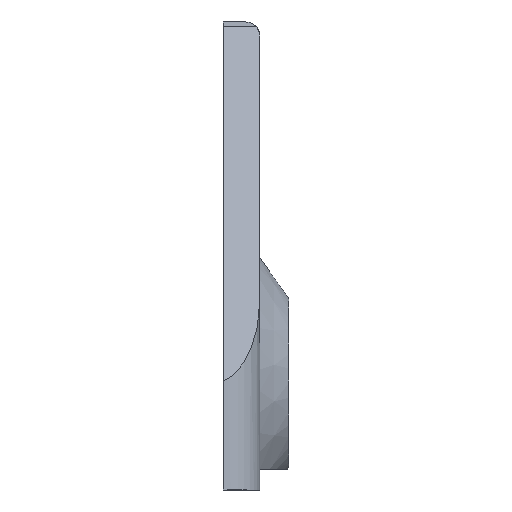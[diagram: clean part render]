
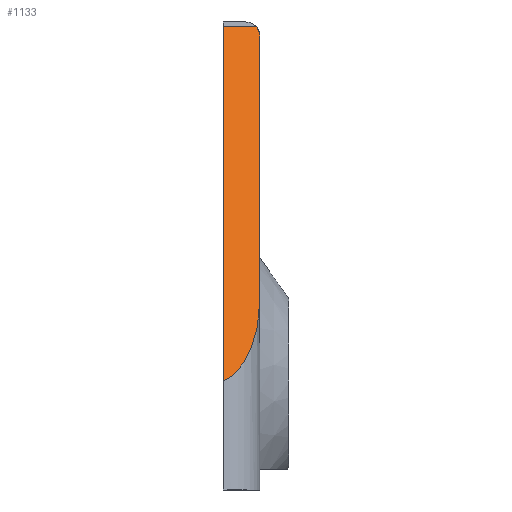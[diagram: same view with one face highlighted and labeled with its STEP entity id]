
A CAD part, front view. The second image highlights one B-rep face of the part: STEP entity #1133.
In plain terms, the highlighted planar face has unit normal (0, -0.866, 0.5).
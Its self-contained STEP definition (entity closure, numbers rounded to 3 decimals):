
#20=ELLIPSE('',#1216,1.732,1.5);
#21=ELLIPSE('',#1249,10.,5.);
#120=FACE_OUTER_BOUND('',#192,.T.);
#192=EDGE_LOOP('',(#1027,#1028,#1029,#1030,#1031));
#234=LINE('',#1579,#344);
#321=LINE('',#1899,#431);
#340=LINE('',#1951,#450);
#344=VECTOR('',#1259,10.);
#431=VECTOR('',#1490,10.);
#450=VECTOR('',#1565,10.);
#454=VERTEX_POINT('',#1576);
#455=VERTEX_POINT('',#1578);
#540=VERTEX_POINT('',#1866);
#541=VERTEX_POINT('',#1868);
#551=VERTEX_POINT('',#1898);
#559=EDGE_CURVE('',#455,#454,#234,.T.);
#674=EDGE_CURVE('',#540,#541,#20,.T.);
#691=EDGE_CURVE('',#541,#551,#321,.T.);
#715=EDGE_CURVE('',#551,#454,#21,.T.);
#716=EDGE_CURVE('',#455,#540,#340,.T.);
#1027=ORIENTED_EDGE('',*,*,#674,.F.);
#1028=ORIENTED_EDGE('',*,*,#716,.F.);
#1029=ORIENTED_EDGE('',*,*,#559,.T.);
#1030=ORIENTED_EDGE('',*,*,#715,.F.);
#1031=ORIENTED_EDGE('',*,*,#691,.F.);
#1074=PLANE('',#1250);
#1133=ADVANCED_FACE('',(#120),#1074,.T.);
#1216=AXIS2_PLACEMENT_3D('',#1869,#1463,#1464);
#1249=AXIS2_PLACEMENT_3D('',#1949,#1561,#1562);
#1250=AXIS2_PLACEMENT_3D('',#1950,#1563,#1564);
#1259=DIRECTION('',(0.,-0.5,-0.866));
#1463=DIRECTION('center_axis',(0.,0.866,-0.5));
#1464=DIRECTION('ref_axis',(0.,0.5,0.866));
#1490=DIRECTION('',(0.,-0.5,-0.866));
#1561=DIRECTION('center_axis',(0.,0.866,-0.5));
#1562=DIRECTION('ref_axis',(0.,-0.5,-0.866));
#1563=DIRECTION('center_axis',(0.,-0.866,0.5));
#1564=DIRECTION('ref_axis',(0.,0.5,0.866));
#1565=DIRECTION('',(1.,0.,0.));
#1576=CARTESIAN_POINT('',(13.19,-31.866,0.232));
#1578=CARTESIAN_POINT('',(13.19,-10.311,37.567));
#1579=CARTESIAN_POINT('',(13.19,-24.954,12.204));
#1866=CARTESIAN_POINT('',(16.594,-10.311,37.567));
#1868=CARTESIAN_POINT('',(17.04,-10.927,36.5));
#1869=CARTESIAN_POINT('Origin',(15.54,-10.927,36.5));
#1898=CARTESIAN_POINT('',(17.04,-27.,8.66));
#1899=CARTESIAN_POINT('',(17.04,-10.061,38.));
#1949=CARTESIAN_POINT('Origin',(12.04,-27.,8.66));
#1950=CARTESIAN_POINT('Origin',(17.04,-32.,0.));
#1951=CARTESIAN_POINT('',(17.04,-10.311,37.567));
